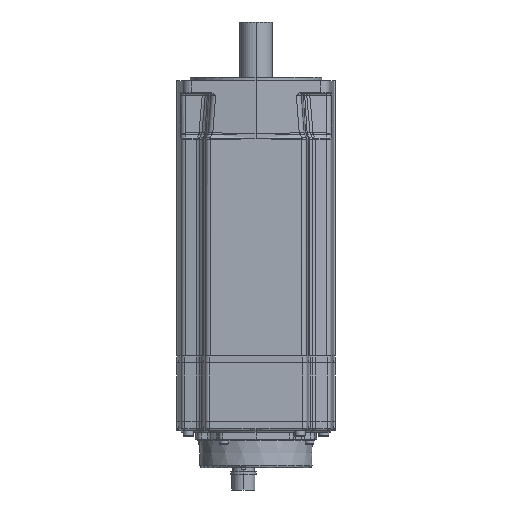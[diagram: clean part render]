
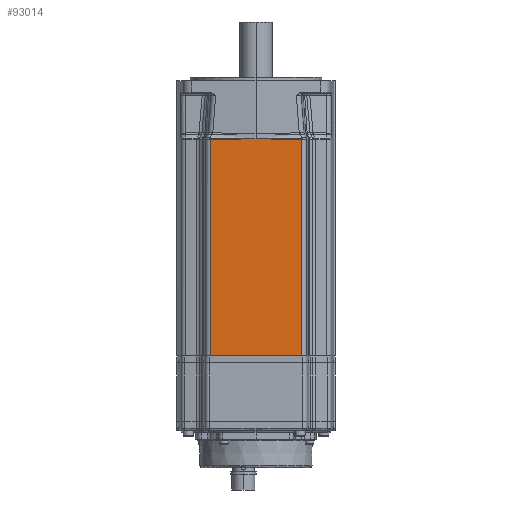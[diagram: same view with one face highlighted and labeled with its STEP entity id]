
A CAD part, front view. The second image highlights one B-rep face of the part: STEP entity #93014.
In plain terms, the highlighted planar face has unit normal (0, -1, 0).
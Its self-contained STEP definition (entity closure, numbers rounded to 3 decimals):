
#35596=DIRECTION('',(0.,0.,1.));
#35597=VECTOR('',#35596,214.465);
#35598=CARTESIAN_POINT('',(45.147,-77.5,0.));
#35599=LINE('',#35598,#35597);
#36397=CARTESIAN_POINT('',(45.147,-77.5,214.465));
#36398=CARTESIAN_POINT('',(40.69,-77.5,214.536));
#36399=CARTESIAN_POINT('',(31.403,-77.5,214.692));
#36400=CARTESIAN_POINT('',(16.294,-77.5,214.975));
#36401=CARTESIAN_POINT('',(5.549,-77.5,215.19));
#36402=CARTESIAN_POINT('',(0.,-77.5,215.3));
#36422=CARTESIAN_POINT('',(-45.147,-77.5,
214.465));
#36447=DIRECTION('',(0.,0.,-1.));
#36448=VECTOR('',#36447,214.465);
#36449=CARTESIAN_POINT('',(-45.147,-77.5,
214.465));
#36450=LINE('',#36449,#36448);
#37391=DIRECTION('',(1.,0.,0.));
#37392=VECTOR('',#37391,90.294);
#37393=CARTESIAN_POINT('',(-45.147,-77.5,0.));
#37394=LINE('',#37393,#37392);
#37395=CARTESIAN_POINT('',(0.,-77.5,215.3));
#37396=CARTESIAN_POINT('',(-5.549,-77.5,215.19));
#37397=CARTESIAN_POINT('',(-16.294,-77.5,
214.975));
#37398=CARTESIAN_POINT('',(-31.403,-77.5,
214.692));
#37399=CARTESIAN_POINT('',(-40.69,-77.5,
214.536));
#37400=CARTESIAN_POINT('',(-45.147,-77.5,
214.465));
#45539=VERTEX_POINT('',#36422);
#45541=VERTEX_POINT('',#37395);
#45543=VERTEX_POINT('',#36397);
#45804=CARTESIAN_POINT('',(-45.147,-77.5,0.));
#45805=CARTESIAN_POINT('',(45.147,-77.5,0.));
#45806=VERTEX_POINT('',#45804);
#45807=VERTEX_POINT('',#45805);
#93001=CARTESIAN_POINT('',(-77.5,-77.5,274.8));
#93002=DIRECTION('',(0.,-1.,0.));
#93003=DIRECTION('',(1.,0.,0.));
#93004=AXIS2_PLACEMENT_3D('',#93001,#93002,#93003);
#93005=PLANE('',#93004);
#93006=ORIENTED_EDGE('',*,*,#90419,.F.);
#93007=ORIENTED_EDGE('',*,*,#91652,.F.);
#93009=ORIENTED_EDGE('',*,*,#93008,.F.);
#93010=ORIENTED_EDGE('',*,*,#91535,.F.);
#93011=ORIENTED_EDGE('',*,*,#90398,.F.);
#93012=EDGE_LOOP('',(#93006,#93007,#93009,#93010,#93011));
#93013=FACE_OUTER_BOUND('',#93012,.F.);
#93014=ADVANCED_FACE('',(#93013),#93005,.T.);
#36403=B_SPLINE_CURVE_WITH_KNOTS('',3,(#36397,#36398,#36399,#36400,#36401,
#36402),.UNSPECIFIED.,.F.,.F.,(4,1,1,4),(0.,0.333,
0.667,1.),.UNSPECIFIED.);
#37401=B_SPLINE_CURVE_WITH_KNOTS('',3,(#37395,#37396,#37397,#37398,#37399,
#37400),.UNSPECIFIED.,.F.,.F.,(4,1,1,4),(0.,0.333,
0.667,1.),.UNSPECIFIED.);
#90398=EDGE_CURVE('',#45807,#45543,#35599,.T.);
#90419=EDGE_CURVE('',#45806,#45807,#37394,.T.);
#91535=EDGE_CURVE('',#45543,#45541,#36403,.T.);
#91652=EDGE_CURVE('',#45539,#45806,#36450,.T.);
#93008=EDGE_CURVE('',#45541,#45539,#37401,.T.);
